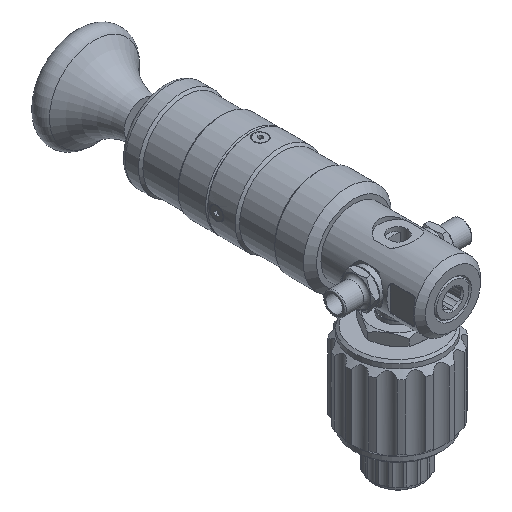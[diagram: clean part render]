
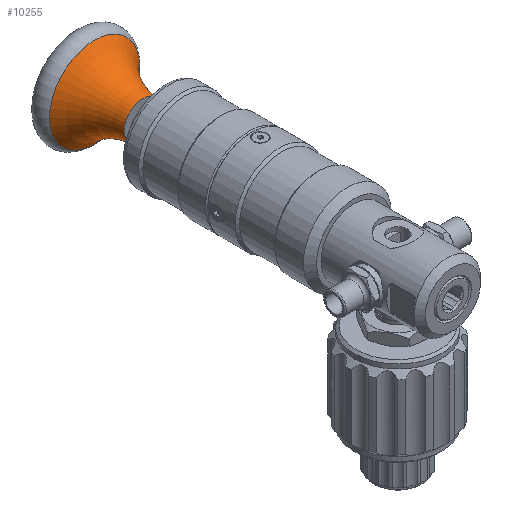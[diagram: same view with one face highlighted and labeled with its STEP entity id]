
A CAD part, isometric view. The second image highlights one B-rep face of the part: STEP entity #10255.
In plain terms, the highlighted toroidal (fillet/blend) face has major radius 38.43 mm and minor radius 30 mm.
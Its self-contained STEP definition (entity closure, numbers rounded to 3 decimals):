
#434=TOROIDAL_SURFACE('',#10993,38.43,30.);
#940=FACE_OUTER_BOUND('',#1547,.T.);
#1547=EDGE_LOOP('',(#7210,#7211,#7212,#7213));
#3521=CIRCLE('',#10994,20.49);
#3522=CIRCLE('',#10995,30.);
#3523=CIRCLE('',#10996,8.5);
#4221=VERTEX_POINT('',#16018);
#4222=VERTEX_POINT('',#16020);
#5353=EDGE_CURVE('',#4221,#4221,#3521,.T.);
#5354=EDGE_CURVE('',#4221,#4222,#3522,.T.);
#5355=EDGE_CURVE('',#4222,#4222,#3523,.T.);
#7210=ORIENTED_EDGE('',*,*,#5353,.T.);
#7211=ORIENTED_EDGE('',*,*,#5354,.T.);
#7212=ORIENTED_EDGE('',*,*,#5355,.F.);
#7213=ORIENTED_EDGE('',*,*,#5354,.F.);
#10255=ADVANCED_FACE('',(#940),#434,.F.);
#10993=AXIS2_PLACEMENT_3D('',#16017,#12715,#12716);
#10994=AXIS2_PLACEMENT_3D('',#16019,#12717,#12718);
#10995=AXIS2_PLACEMENT_3D('',#16021,#12719,#12720);
#10996=AXIS2_PLACEMENT_3D('',#16022,#12721,#12722);
#12715=DIRECTION('center_axis',(0.,-1.,0.));
#12716=DIRECTION('ref_axis',(0.,0.,1.));
#12717=DIRECTION('center_axis',(0.,-1.,0.));
#12718=DIRECTION('ref_axis',(-1.,0.,0.));
#12719=DIRECTION('center_axis',(1.,0.,0.));
#12720=DIRECTION('ref_axis',(0.,0.,-1.));
#12721=DIRECTION('center_axis',(0.,-1.,0.));
#12722=DIRECTION('ref_axis',(-1.,0.,0.));
#16017=CARTESIAN_POINT('Origin',(0.,53.947,
0.));
#16018=CARTESIAN_POINT('',(0.,77.992,-20.49));
#16019=CARTESIAN_POINT('Origin',(0.,77.992,
0.));
#16020=CARTESIAN_POINT('',(0.,56.,-8.5));
#16021=CARTESIAN_POINT('Origin',(0.,53.947,
-38.43));
#16022=CARTESIAN_POINT('Origin',(0.,56.,
0.));
